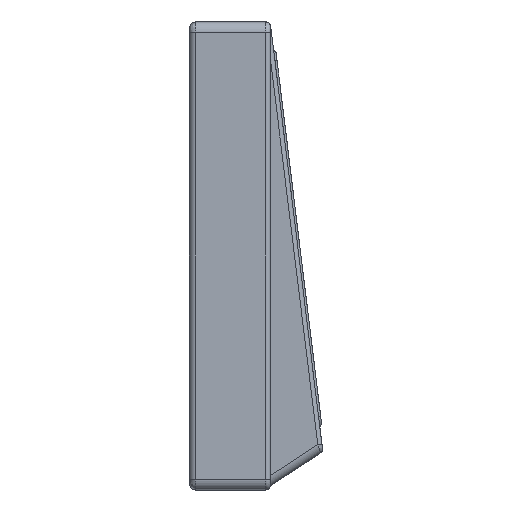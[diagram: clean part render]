
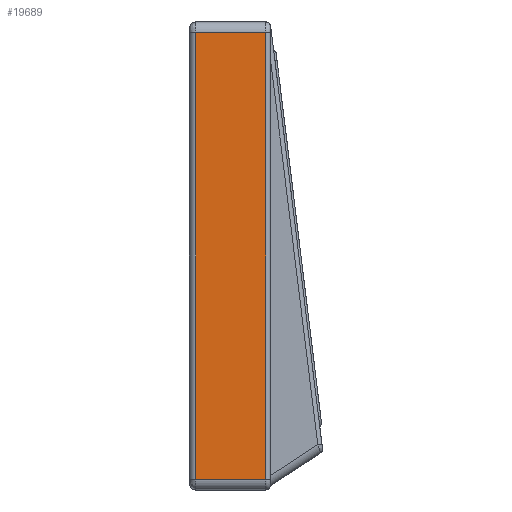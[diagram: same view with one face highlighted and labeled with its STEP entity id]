
A CAD part, left-side view. The second image highlights one B-rep face of the part: STEP entity #19689.
In plain terms, the highlighted planar face has unit normal (-1, 0, 0).
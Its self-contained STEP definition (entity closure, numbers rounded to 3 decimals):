
#2205=FACE_OUTER_BOUND('',#3332,.T.);
#3332=EDGE_LOOP('',(#13864,#13865,#13866,#13867));
#4640=LINE('',#27276,#6413);
#4698=LINE('',#27753,#6471);
#4699=LINE('',#27756,#6472);
#4700=LINE('',#27757,#6473);
#6413=VECTOR('',#22474,10.);
#6471=VECTOR('',#22652,1000.);
#6472=VECTOR('',#22655,1000.);
#6473=VECTOR('',#22656,1000.);
#8201=VERTEX_POINT('',#27271);
#8202=VERTEX_POINT('',#27275);
#8263=VERTEX_POINT('',#27751);
#8264=VERTEX_POINT('',#27755);
#10333=EDGE_CURVE('',#8201,#8202,#4640,.T.);
#10427=EDGE_CURVE('',#8201,#8263,#4698,.T.);
#10428=EDGE_CURVE('',#8263,#8264,#4699,.T.);
#10429=EDGE_CURVE('',#8264,#8202,#4700,.T.);
#13864=ORIENTED_EDGE('',*,*,#10333,.F.);
#13865=ORIENTED_EDGE('',*,*,#10427,.T.);
#13866=ORIENTED_EDGE('',*,*,#10428,.T.);
#13867=ORIENTED_EDGE('',*,*,#10429,.T.);
#19151=PLANE('',#20905);
#19689=ADVANCED_FACE('',(#2205),#19151,.F.);
#20905=AXIS2_PLACEMENT_3D('',#27754,#22653,#22654);
#22474=DIRECTION('',(0.,0.,-1.));
#22652=DIRECTION('',(0.,1.,0.));
#22653=DIRECTION('center_axis',(1.,0.,0.));
#22654=DIRECTION('ref_axis',(0.,0.,-1.));
#22655=DIRECTION('',(0.,0.,-1.));
#22656=DIRECTION('',(0.,-1.,0.));
#27271=CARTESIAN_POINT('',(-147.85,1.,52.6));
#27275=CARTESIAN_POINT('',(-147.85,1.,-52.6));
#27276=CARTESIAN_POINT('',(-147.85,1.,-27.55));
#27751=CARTESIAN_POINT('',(-147.85,17.5,52.6));
#27753=CARTESIAN_POINT('',(-147.85,19.,52.6));
#27754=CARTESIAN_POINT('Origin',(-147.85,19.,-55.1));
#27755=CARTESIAN_POINT('',(-147.85,17.5,-52.6));
#27756=CARTESIAN_POINT('',(-147.85,17.5,-52.6));
#27757=CARTESIAN_POINT('',(-147.85,19.,-52.6));
